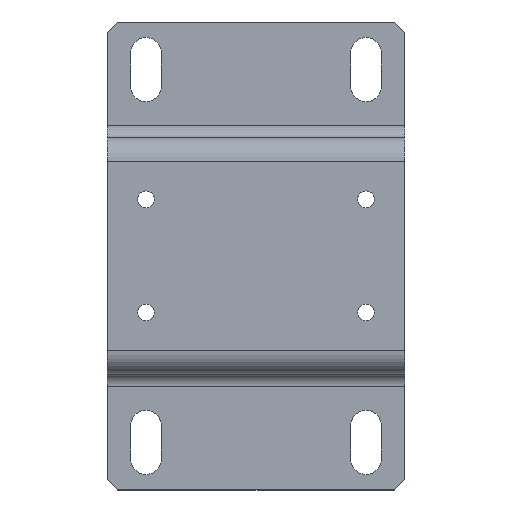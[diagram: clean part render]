
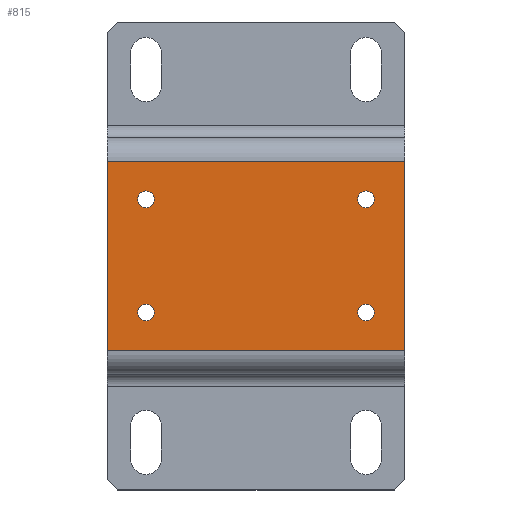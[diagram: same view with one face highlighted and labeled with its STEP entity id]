
A CAD part, top view. The second image highlights one B-rep face of the part: STEP entity #815.
In plain terms, the highlighted planar face has unit normal (0, 0, 1).
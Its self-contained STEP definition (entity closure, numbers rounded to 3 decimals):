
#24 = VERTEX_POINT ( 'NONE', #1352 ) ;
#49 = LINE ( 'NONE', #1252, #1109 ) ;
#76 = FACE_BOUND ( 'NONE', #1073, .T. ) ;
#81 = FACE_BOUND ( 'NONE', #395, .T. ) ;
#86 = AXIS2_PLACEMENT_3D ( 'NONE', #923, #480, #606 ) ;
#109 = CIRCLE ( 'NONE', #417, 1.62 ) ;
#145 = VERTEX_POINT ( 'NONE', #1094 ) ;
#155 = LINE ( 'NONE', #848, #1012 ) ;
#172 = VERTEX_POINT ( 'NONE', #1458 ) ;
#196 = EDGE_CURVE ( 'NONE', #172, #258, #49, .T. ) ;
#205 = DIRECTION ( 'NONE',  ( 0., 0., -1. ) ) ;
#258 = VERTEX_POINT ( 'NONE', #1397 ) ;
#267 = EDGE_CURVE ( 'NONE', #258, #1516, #651, .T. ) ;
#293 = VECTOR ( 'NONE', #1543, 1000. ) ;
#303 = ORIENTED_EDGE ( 'NONE', *, *, #440, .F. ) ;
#332 = ORIENTED_EDGE ( 'NONE', *, *, #535, .F. ) ;
#377 = EDGE_CURVE ( 'NONE', #1516, #693, #155, .T. ) ;
#381 = CARTESIAN_POINT ( 'NONE',  ( -28.9, 63.9, 20. ) ) ;
#395 = EDGE_LOOP ( 'NONE', ( #1319 ) ) ;
#417 = AXIS2_PLACEMENT_3D ( 'NONE', #432, #911, #1358 ) ;
#432 = CARTESIAN_POINT ( 'NONE',  ( -21.4, 34.5, 20. ) ) ;
#440 = EDGE_CURVE ( 'NONE', #693, #172, #918, .T. ) ;
#480 = DIRECTION ( 'NONE',  ( 0., 0., 1. ) ) ;
#510 = CARTESIAN_POINT ( 'NONE',  ( 23.02, 34.5, 20. ) ) ;
#535 = EDGE_CURVE ( 'NONE', #984, #984, #587, .T. ) ;
#538 = DIRECTION ( 'NONE',  ( 0., 0., 1. ) ) ;
#557 = EDGE_CURVE ( 'NONE', #620, #620, #809, .T. ) ;
#587 = CIRCLE ( 'NONE', #661, 1.62 ) ;
#606 = DIRECTION ( 'NONE',  ( 1., 0., 0. ) ) ;
#620 = VERTEX_POINT ( 'NONE', #874 ) ;
#630 = DIRECTION ( 'NONE',  ( 0., 1., 0. ) ) ;
#651 = LINE ( 'NONE', #776, #1385 ) ;
#661 = AXIS2_PLACEMENT_3D ( 'NONE', #909, #1074, #1069 ) ;
#681 = CARTESIAN_POINT ( 'NONE',  ( 0., 63.9, 20. ) ) ;
#693 = VERTEX_POINT ( 'NONE', #381 ) ;
#696 = EDGE_LOOP ( 'NONE', ( #982 ) ) ;
#741 = AXIS2_PLACEMENT_3D ( 'NONE', #1380, #538, #1013 ) ;
#775 = ORIENTED_EDGE ( 'NONE', *, *, #377, .F. ) ;
#776 = CARTESIAN_POINT ( 'NONE',  ( 0., 27.1, 20. ) ) ;
#809 = CIRCLE ( 'NONE', #86, 1.62 ) ;
#812 = ORIENTED_EDGE ( 'NONE', *, *, #1268, .F. ) ;
#815 = ADVANCED_FACE ( 'NONE', ( #1015, #76, #81, #1127, #1502 ), #1142, .F. ) ;
#848 = CARTESIAN_POINT ( 'NONE',  ( -28.9, 27.1, 20. ) ) ;
#874 = CARTESIAN_POINT ( 'NONE',  ( -19.78, 56.5, 20. ) ) ;
#907 = ORIENTED_EDGE ( 'NONE', *, *, #196, .F. ) ;
#909 = CARTESIAN_POINT ( 'NONE',  ( 21.4, 34.5, 20. ) ) ;
#911 = DIRECTION ( 'NONE',  ( 0., 0., 1. ) ) ;
#913 = DIRECTION ( 'NONE',  ( -1., 0., 0. ) ) ;
#918 = LINE ( 'NONE', #681, #293 ) ;
#923 = CARTESIAN_POINT ( 'NONE',  ( -21.4, 56.5, 20. ) ) ;
#935 = AXIS2_PLACEMENT_3D ( 'NONE', #1026, #205, #913 ) ;
#982 = ORIENTED_EDGE ( 'NONE', *, *, #557, .F. ) ;
#984 = VERTEX_POINT ( 'NONE', #510 ) ;
#1012 = VECTOR ( 'NONE', #630, 1000. ) ;
#1013 = DIRECTION ( 'NONE',  ( 1., 0., 0. ) ) ;
#1015 = FACE_BOUND ( 'NONE', #1557, .T. ) ;
#1026 = CARTESIAN_POINT ( 'NONE',  ( 0., 45.199, 20. ) ) ;
#1069 = DIRECTION ( 'NONE',  ( 1., 0., 0. ) ) ;
#1073 = EDGE_LOOP ( 'NONE', ( #332 ) ) ;
#1074 = DIRECTION ( 'NONE',  ( 0., 0., 1. ) ) ;
#1094 = CARTESIAN_POINT ( 'NONE',  ( -19.78, 34.5, 20. ) ) ;
#1109 = VECTOR ( 'NONE', #1258, 1000. ) ;
#1127 = FACE_BOUND ( 'NONE', #696, .T. ) ;
#1130 = DIRECTION ( 'NONE',  ( -1., 0., 0. ) ) ;
#1142 = PLANE ( 'NONE',  #935 ) ;
#1233 = CARTESIAN_POINT ( 'NONE',  ( -28.9, 27.1, 20. ) ) ;
#1252 = CARTESIAN_POINT ( 'NONE',  ( 28.9, 27.1, 20. ) ) ;
#1258 = DIRECTION ( 'NONE',  ( 0., -1., 0. ) ) ;
#1268 = EDGE_CURVE ( 'NONE', #145, #145, #109, .T. ) ;
#1275 = EDGE_CURVE ( 'NONE', #24, #24, #1289, .T. ) ;
#1289 = CIRCLE ( 'NONE', #741, 1.62 ) ;
#1319 = ORIENTED_EDGE ( 'NONE', *, *, #1275, .F. ) ;
#1352 = CARTESIAN_POINT ( 'NONE',  ( 23.02, 56.5, 20. ) ) ;
#1358 = DIRECTION ( 'NONE',  ( 1., 0., 0. ) ) ;
#1380 = CARTESIAN_POINT ( 'NONE',  ( 21.4, 56.5, 20. ) ) ;
#1385 = VECTOR ( 'NONE', #1130, 1000. ) ;
#1397 = CARTESIAN_POINT ( 'NONE',  ( 28.9, 27.1, 20. ) ) ;
#1458 = CARTESIAN_POINT ( 'NONE',  ( 28.9, 63.9, 20. ) ) ;
#1467 = ORIENTED_EDGE ( 'NONE', *, *, #267, .F. ) ;
#1502 = FACE_OUTER_BOUND ( 'NONE', #1541, .T. ) ;
#1516 = VERTEX_POINT ( 'NONE', #1233 ) ;
#1541 = EDGE_LOOP ( 'NONE', ( #1467, #907, #303, #775 ) ) ;
#1543 = DIRECTION ( 'NONE',  ( 1., 0., 0. ) ) ;
#1557 = EDGE_LOOP ( 'NONE', ( #812 ) ) ;
